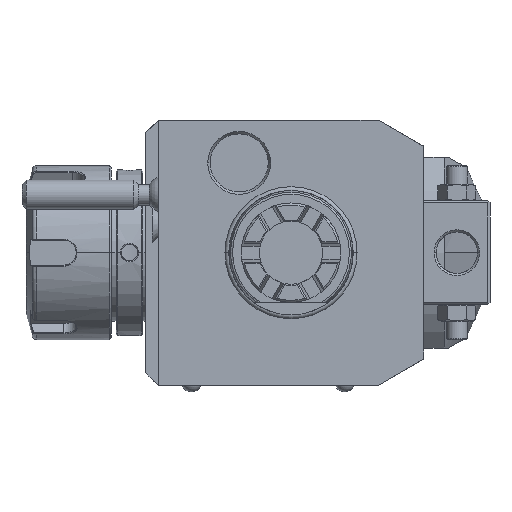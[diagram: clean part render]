
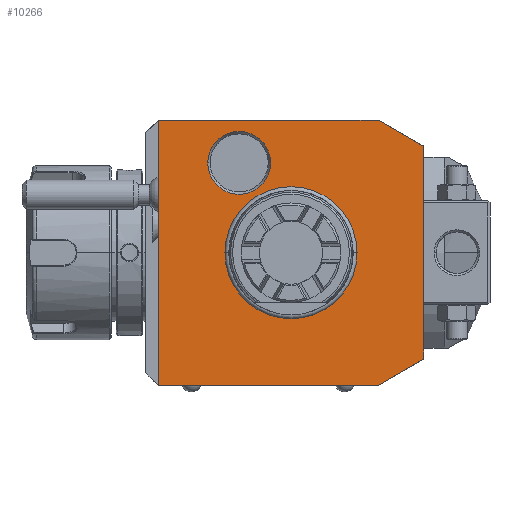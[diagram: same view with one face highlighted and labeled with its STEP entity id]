
A CAD part, front view. The second image highlights one B-rep face of the part: STEP entity #10266.
In plain terms, the highlighted planar face has unit normal (0, -1, 0).
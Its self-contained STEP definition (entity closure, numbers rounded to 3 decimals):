
#1=DIRECTION('',(0.866,0.,0.5));
#2=VECTOR('',#1,12.702);
#3=CARTESIAN_POINT('',(21.,0.,-32.));
#4=LINE('',#3,#2);
#5=DIRECTION('',(1.,0.,0.));
#6=VECTOR('',#5,53.);
#7=CARTESIAN_POINT('',(-32.,0.,-32.));
#8=LINE('',#7,#6);
#9=DIRECTION('',(0.,0.,-1.));
#10=VECTOR('',#9,64.);
#11=CARTESIAN_POINT('',(-32.,0.,32.));
#12=LINE('',#11,#10);
#13=DIRECTION('',(-1.,0.,0.));
#14=VECTOR('',#13,53.);
#15=CARTESIAN_POINT('',(21.,0.,32.));
#16=LINE('',#15,#14);
#17=DIRECTION('',(-0.866,0.,0.5));
#18=VECTOR('',#17,12.702);
#19=CARTESIAN_POINT('',(32.,0.,25.649));
#20=LINE('',#19,#18);
#21=DIRECTION('',(0.,0.,1.));
#22=VECTOR('',#21,51.298);
#23=CARTESIAN_POINT('',(32.,0.,-25.649));
#24=LINE('',#23,#22);
#25=CARTESIAN_POINT('',(-12.5,0.,21.651));
#26=DIRECTION('',(0.,1.,0.));
#27=DIRECTION('',(1.,0.,0.));
#28=AXIS2_PLACEMENT_3D('',#25,#26,#27);
#30=CARTESIAN_POINT('',(-12.5,0.,21.651));
#31=DIRECTION('',(0.,1.,0.));
#32=DIRECTION('',(-1.,0.,0.));
#33=AXIS2_PLACEMENT_3D('',#30,#31,#32);
#7377=CARTESIAN_POINT('',(0.,0.,0.));
#7378=DIRECTION('',(0.,-1.,0.));
#7379=DIRECTION('',(1.,0.,0.));
#7380=AXIS2_PLACEMENT_3D('',#7377,#7378,#7379);
#7382=CARTESIAN_POINT('',(0.,0.,0.));
#7383=DIRECTION('',(0.,-1.,0.));
#7384=DIRECTION('',(-1.,0.,0.));
#7385=AXIS2_PLACEMENT_3D('',#7382,#7383,#7384);
#9186=CARTESIAN_POINT('',(-4.923,0.,21.651));
#9187=CARTESIAN_POINT('',(-20.077,0.,21.651));
#9188=VERTEX_POINT('',#9186);
#9189=VERTEX_POINT('',#9187);
#10009=CARTESIAN_POINT('',(21.,0.,-32.));
#10010=CARTESIAN_POINT('',(32.,0.,-25.649));
#10011=VERTEX_POINT('',#10009);
#10012=VERTEX_POINT('',#10010);
#10013=CARTESIAN_POINT('',(32.,0.,25.649));
#10014=VERTEX_POINT('',#10013);
#10015=CARTESIAN_POINT('',(21.,0.,32.));
#10016=VERTEX_POINT('',#10015);
#10017=CARTESIAN_POINT('',(-32.,0.,32.));
#10018=VERTEX_POINT('',#10017);
#10019=CARTESIAN_POINT('',(-32.,0.,-32.));
#10020=VERTEX_POINT('',#10019);
#10037=CARTESIAN_POINT('',(15.783,0.,0.));
#10038=CARTESIAN_POINT('',(-15.783,0.,0.));
#10039=VERTEX_POINT('',#10037);
#10040=VERTEX_POINT('',#10038);
#10235=CARTESIAN_POINT('',(0.,0.,0.));
#10236=DIRECTION('',(0.,-1.,0.));
#10237=DIRECTION('',(-1.,0.,0.));
#10238=AXIS2_PLACEMENT_3D('',#10235,#10236,#10237);
#10239=PLANE('',#10238);
#10241=ORIENTED_EDGE('',*,*,#10240,.F.);
#10243=ORIENTED_EDGE('',*,*,#10242,.F.);
#10245=ORIENTED_EDGE('',*,*,#10244,.F.);
#10247=ORIENTED_EDGE('',*,*,#10246,.F.);
#10249=ORIENTED_EDGE('',*,*,#10248,.F.);
#10251=ORIENTED_EDGE('',*,*,#10250,.F.);
#10252=EDGE_LOOP('',(#10241,#10243,#10245,#10247,#10249,#10251));
#10253=FACE_OUTER_BOUND('',#10252,.F.);
#10255=ORIENTED_EDGE('',*,*,#10254,.T.);
#10257=ORIENTED_EDGE('',*,*,#10256,.T.);
#10258=EDGE_LOOP('',(#10255,#10257));
#10259=FACE_BOUND('',#10258,.F.);
#10261=ORIENTED_EDGE('',*,*,#10260,.F.);
#10263=ORIENTED_EDGE('',*,*,#10262,.F.);
#10264=EDGE_LOOP('',(#10261,#10263));
#10265=FACE_BOUND('',#10264,.F.);
#29=CIRCLE('',#28,7.577);
#34=CIRCLE('',#33,7.577);
#7381=CIRCLE('',#7380,15.783);
#7386=CIRCLE('',#7385,15.783);
#10240=EDGE_CURVE('',#10011,#10012,#4,.T.);
#10242=EDGE_CURVE('',#10020,#10011,#8,.T.);
#10244=EDGE_CURVE('',#10018,#10020,#12,.T.);
#10246=EDGE_CURVE('',#10016,#10018,#16,.T.);
#10248=EDGE_CURVE('',#10014,#10016,#20,.T.);
#10250=EDGE_CURVE('',#10012,#10014,#24,.T.);
#10254=EDGE_CURVE('',#10039,#10040,#7381,.T.);
#10256=EDGE_CURVE('',#10040,#10039,#7386,.T.);
#10260=EDGE_CURVE('',#9188,#9189,#29,.T.);
#10262=EDGE_CURVE('',#9189,#9188,#34,.T.);
#10266=ADVANCED_FACE('',(#10253,#10259,#10265),#10239,.T.);
